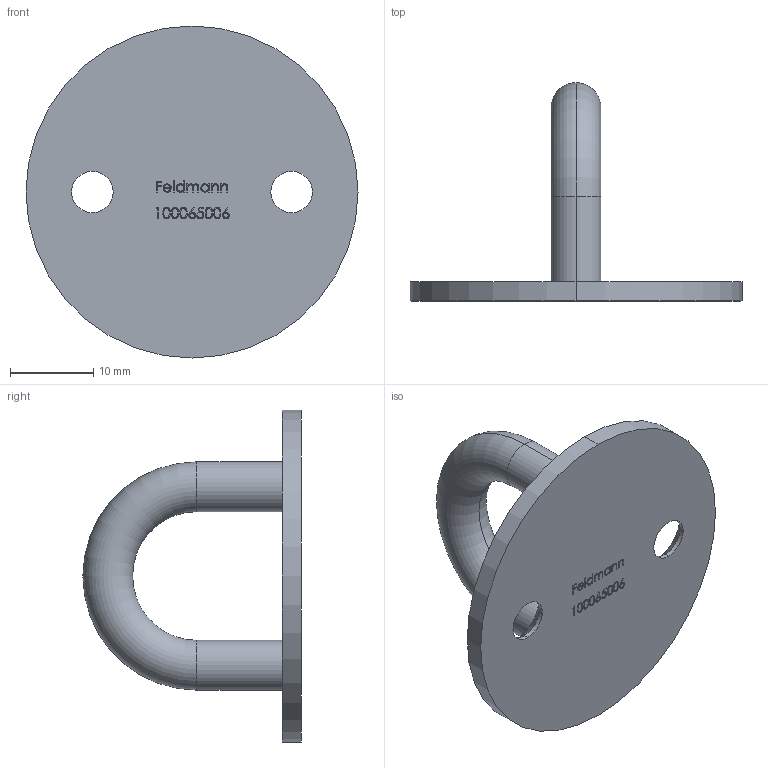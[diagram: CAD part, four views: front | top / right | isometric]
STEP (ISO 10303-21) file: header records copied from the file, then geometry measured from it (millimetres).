
FILE_DESCRIPTION (( 'STEP AP203' ), '1' );
FILE_NAME ('100065006.step', '2017-11-02T10:37:52', ( '' ), ( '' ), 'SwSTEP 2.0', 'SolidWorks 2015', '' );
FILE_SCHEMA (( 'CONFIG_CONTROL_DESIGN' ));
Length unit declared in the file: millimetre
Products named in the file (1): 100065006
Bounding box: 40 x 26.3 x 40 mm (x, y, z)
Volume: 4274.5 mm3; surface area: 3748.3 mm2
Topology: 1 solids, 1 shells, 236 faces, 613 edges, 406 vertices
Faces by surface type: bspline 119, plane 101, cylinder 10, cone 4, torus 2
Entity records: 14542 total; most frequent: CARTESIAN_POINT 9463, ORIENTED_EDGE 1226, DIRECTION 637, EDGE_CURVE 613, VERTEX_POINT 406, VECTOR 349, LINE 349, EDGE_LOOP 269
